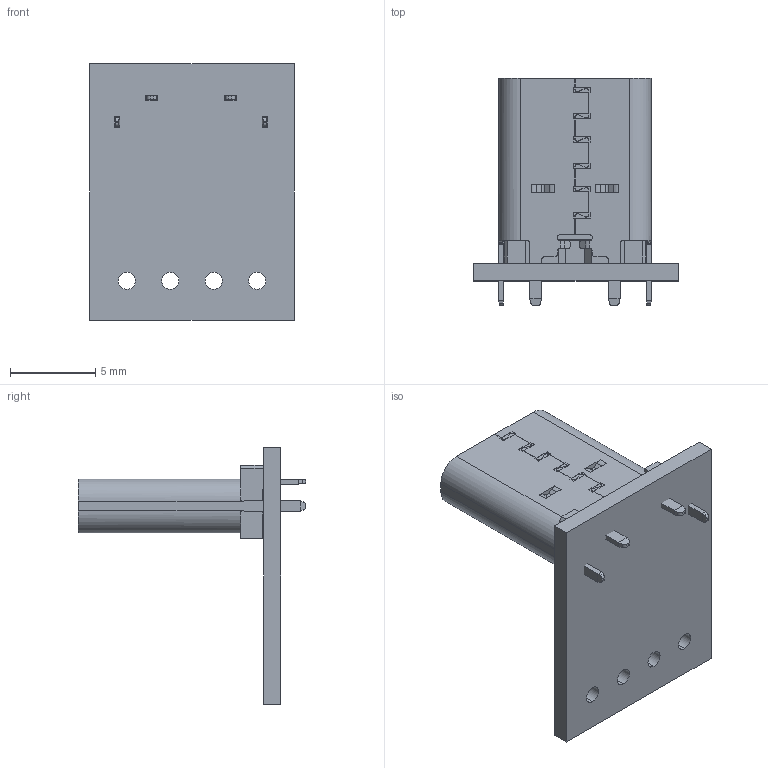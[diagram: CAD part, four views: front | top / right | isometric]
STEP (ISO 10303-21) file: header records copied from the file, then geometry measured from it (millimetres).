
FILE_DESCRIPTION (( 'STEP AP203' ), '1' );
FILE_NAME ('USB-C_vert_breakout.STEP', '2024-10-09T20:17:45', ( '' ), ( '' ), 'SwSTEP 2.0', 'SolidWorks 2024', '' );
FILE_SCHEMA (( 'CONFIG_CONTROL_DESIGN' ));
Length unit declared in the file: millimetre
Products named in the file (5): USB4175-GF-0230-C_PART1; USB-C connector; USB4175-GF-0230-C_PART2; USB4175-GF-0230-C; USB-C_vert_breakout
Assembly tree (4 placements, depth 3):
  USB-C_vert_breakout
    USB-C connector
    USB4175-GF-0230-C
      USB4175-GF-0230-C_PART2
      USB4175-GF-0230-C_PART1
Bounding box: 12 x 13.3 x 15 mm (x, y, z)
Volume: 356.2 mm3; surface area: 1151 mm2
Topology: 3 solids, 3 shells, 1200 faces, 3323 edges, 2148 vertices
Faces by surface type: plane 987, cylinder 196, cone 16, bspline 1
Entity records: 38269 total; most frequent: CARTESIAN_POINT 7123, ORIENTED_EDGE 6646, DIRECTION 5947, EDGE_CURVE 3323, LINE 2881, VECTOR 2881, VERTEX_POINT 2148, AXIS2_PLACEMENT_3D 1533
